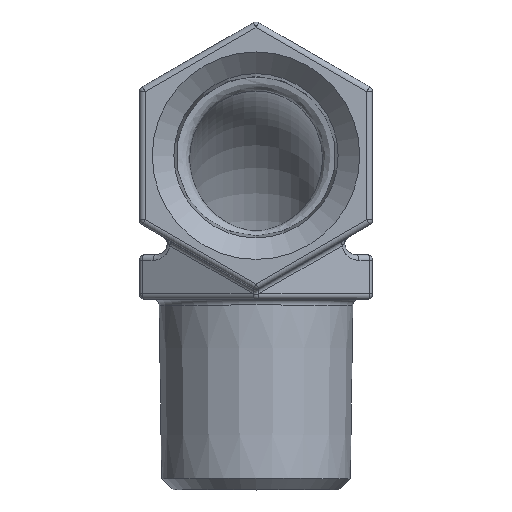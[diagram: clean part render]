
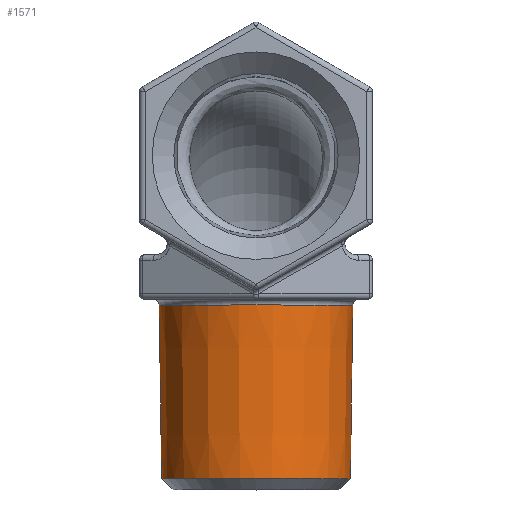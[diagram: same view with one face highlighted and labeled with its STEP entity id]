
A CAD part, top view. The second image highlights one B-rep face of the part: STEP entity #1571.
In plain terms, the highlighted conical face has half-angle 0.811 degrees and reference radius 13.716 mm.
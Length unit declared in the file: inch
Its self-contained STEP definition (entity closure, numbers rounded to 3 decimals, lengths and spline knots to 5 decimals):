
#170=FACE_OUTER_BOUND('',#283,.T.);
#283=EDGE_LOOP('',(#1081,#1082,#1083,#1084,#1085,#1086,#1087));
#399=LINE('',#2480,#494);
#494=VECTOR('',#1939,0.54);
#588=CIRCLE('',#1704,0.52588);
#589=CIRCLE('',#1705,0.52588);
#591=CIRCLE('',#1708,0.53956);
#592=CIRCLE('',#1709,0.53956);
#593=CIRCLE('',#1710,0.53956);
#696=VERTEX_POINT('',#2471);
#697=VERTEX_POINT('',#2472);
#699=VERTEX_POINT('',#2479);
#700=VERTEX_POINT('',#2481);
#701=VERTEX_POINT('',#2483);
#831=EDGE_CURVE('',#696,#697,#588,.T.);
#832=EDGE_CURVE('',#697,#696,#589,.T.);
#835=EDGE_CURVE('',#697,#699,#399,.T.);
#836=EDGE_CURVE('',#700,#699,#591,.T.);
#837=EDGE_CURVE('',#701,#700,#592,.T.);
#838=EDGE_CURVE('',#699,#701,#593,.T.);
#1081=ORIENTED_EDGE('',*,*,#831,.F.);
#1082=ORIENTED_EDGE('',*,*,#832,.F.);
#1083=ORIENTED_EDGE('',*,*,#835,.T.);
#1084=ORIENTED_EDGE('',*,*,#836,.F.);
#1085=ORIENTED_EDGE('',*,*,#837,.F.);
#1086=ORIENTED_EDGE('',*,*,#838,.F.);
#1087=ORIENTED_EDGE('',*,*,#835,.F.);
#1567=CONICAL_SURFACE('',#1707,0.54,0.014);
#1571=ADVANCED_FACE('',(#170),#1567,.T.);
#1704=AXIS2_PLACEMENT_3D('',#2473,#1930,#1931);
#1705=AXIS2_PLACEMENT_3D('',#2474,#1932,#1933);
#1707=AXIS2_PLACEMENT_3D('',#2478,#1937,#1938);
#1708=AXIS2_PLACEMENT_3D('',#2482,#1940,#1941);
#1709=AXIS2_PLACEMENT_3D('',#2484,#1942,#1943);
#1710=AXIS2_PLACEMENT_3D('',#2485,#1944,#1945);
#1930=DIRECTION('center_axis',(0.,-1.,0.));
#1931=DIRECTION('ref_axis',(1.,0.,0.));
#1932=DIRECTION('center_axis',(0.,-1.,0.));
#1933=DIRECTION('ref_axis',(1.,0.,0.));
#1937=DIRECTION('center_axis',(0.,1.,0.));
#1938=DIRECTION('ref_axis',(-1.,0.,0.));
#1939=DIRECTION('',(0.014,1.,0.));
#1940=DIRECTION('center_axis',(0.,1.,0.));
#1941=DIRECTION('ref_axis',(1.,0.,0.));
#1942=DIRECTION('center_axis',(0.,1.,0.));
#1943=DIRECTION('ref_axis',(1.,0.,0.));
#1944=DIRECTION('center_axis',(0.,1.,0.));
#1945=DIRECTION('ref_axis',(1.,0.,0.));
#2471=CARTESIAN_POINT('',(-0.52588,-1.24219,-0.375));
#2472=CARTESIAN_POINT('',(0.52588,-1.24219,-0.375));
#2473=CARTESIAN_POINT('Origin',(0.,-1.24219,-0.375));
#2474=CARTESIAN_POINT('Origin',(0.,-1.24219,-0.375));
#2478=CARTESIAN_POINT('Origin',(0.,-0.24469,-0.375));
#2479=CARTESIAN_POINT('',(0.53956,-0.2755,-0.375));
#2480=CARTESIAN_POINT('',(0.54,-0.24469,-0.375));
#2481=CARTESIAN_POINT('',(-0.53956,-0.2755,-0.375));
#2482=CARTESIAN_POINT('Origin',(0.,-0.2755,-0.375));
#2483=CARTESIAN_POINT('',(0.,-0.2755,-0.91456));
#2484=CARTESIAN_POINT('Origin',(0.,-0.2755,-0.375));
#2485=CARTESIAN_POINT('Origin',(0.,-0.2755,-0.375));
